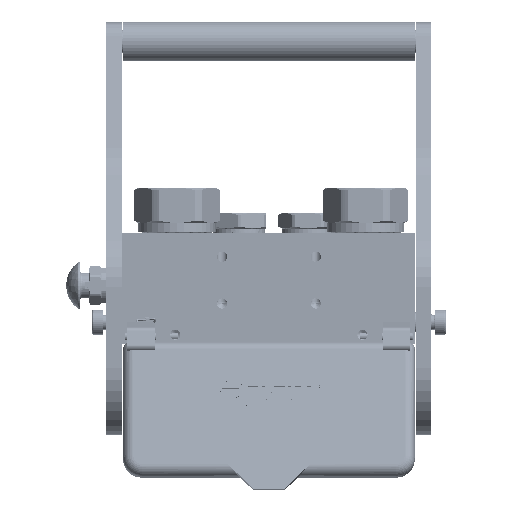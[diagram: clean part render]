
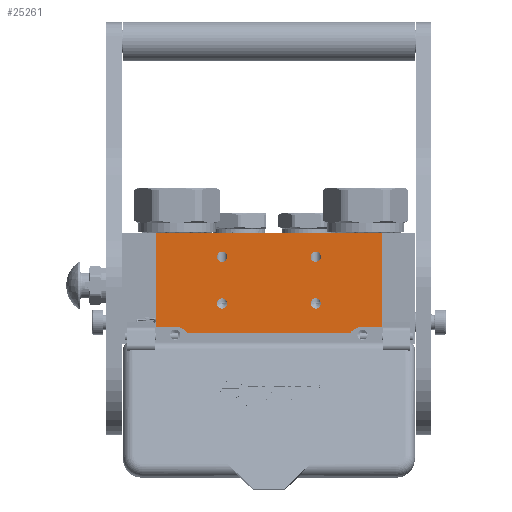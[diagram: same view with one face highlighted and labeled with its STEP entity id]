
A CAD part, left-side view. The second image highlights one B-rep face of the part: STEP entity #25261.
In plain terms, the highlighted face is planar.
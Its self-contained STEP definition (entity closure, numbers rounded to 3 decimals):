
#225 = ORIENTED_EDGE ( 'NONE', *, *, #131196, .T. ) ;
#439 = VERTEX_POINT ( 'NONE', #42053 ) ;
#1601 = DIRECTION ( 'NONE',  ( 0., 1., 0. ) ) ;
#3901 = AXIS2_PLACEMENT_3D ( 'NONE', #25739, #81746, #23841 ) ;
#4333 = VERTEX_POINT ( 'NONE', #83135 ) ;
#4823 = FACE_BOUND ( 'NONE', #124972, .T. ) ;
#6550 = EDGE_CURVE ( 'NONE', #138867, #142997, #29983, .T. ) ;
#9331 = VECTOR ( 'NONE', #31150, 1000. ) ;
#9412 = DIRECTION ( 'NONE',  ( 0., 0., -1. ) ) ;
#10124 = CARTESIAN_POINT ( 'NONE',  ( 21.3, 0., -108. ) ) ;
#10816 = CARTESIAN_POINT ( 'NONE',  ( 154., 60., -108. ) ) ;
#11813 = FACE_BOUND ( 'NONE', #100159, .T. ) ;
#12228 = DIRECTION ( 'NONE',  ( 1., 0., 0. ) ) ;
#12603 = CIRCLE ( 'NONE', #99416, 3.3 ) ;
#13251 = EDGE_CURVE ( 'NONE', #42248, #16722, #69536, .T. ) ;
#13460 = AXIS2_PLACEMENT_3D ( 'NONE', #120882, #9412, #87265 ) ;
#15920 = CARTESIAN_POINT ( 'NONE',  ( 124., 18.3, -108. ) ) ;
#16722 = VERTEX_POINT ( 'NONE', #65624 ) ;
#18948 = AXIS2_PLACEMENT_3D ( 'NONE', #38286, #92897, #27047 ) ;
#19506 = ORIENTED_EDGE ( 'NONE', *, *, #6550, .F. ) ;
#21435 = CARTESIAN_POINT ( 'NONE',  ( 166.7, 0., -108. ) ) ;
#21901 = CIRCLE ( 'NONE', #3901, 3.3 ) ;
#22596 = ORIENTED_EDGE ( 'NONE', *, *, #71969, .T. ) ;
#23841 = DIRECTION ( 'NONE',  ( 0., -1., 0. ) ) ;
#24459 = CARTESIAN_POINT ( 'NONE',  ( 42.146, 64.2, -108. ) ) ;
#25230 = VECTOR ( 'NONE', #35780, 1000. ) ;
#25261 = ADVANCED_FACE ( 'NONE', ( #139251, #140658, #11813, #4823, #67399 ), #119926, .T. ) ;
#25275 = LINE ( 'NONE', #86410, #63587 ) ;
#25428 = CIRCLE ( 'NONE', #18948, 10. ) ;
#25739 = CARTESIAN_POINT ( 'NONE',  ( 64., 45., -108. ) ) ;
#27047 = DIRECTION ( 'NONE',  ( 0.815, -0.58, 0. ) ) ;
#28238 = ORIENTED_EDGE ( 'NONE', *, *, #94982, .F. ) ;
#29872 = LINE ( 'NONE', #78456, #132598 ) ;
#29983 = CIRCLE ( 'NONE', #136731, 10. ) ;
#31150 = DIRECTION ( 'NONE',  ( -1., 0., 0. ) ) ;
#33105 = EDGE_CURVE ( 'NONE', #123148, #70809, #115494, .T. ) ;
#34775 = CIRCLE ( 'NONE', #72595, 3.3 ) ;
#35780 = DIRECTION ( 'NONE',  ( -1., 0., 0. ) ) ;
#36165 = CARTESIAN_POINT ( 'NONE',  ( 21.3, 60., -108. ) ) ;
#38286 = CARTESIAN_POINT ( 'NONE',  ( 34., 70., -108. ) ) ;
#38744 = VERTEX_POINT ( 'NONE', #24459 ) ;
#39514 = DIRECTION ( 'NONE',  ( 0., -1., 0. ) ) ;
#39652 = ORIENTED_EDGE ( 'NONE', *, *, #63244, .F. ) ;
#40921 = DIRECTION ( 'NONE',  ( 0., -1., 0. ) ) ;
#41424 = EDGE_CURVE ( 'NONE', #59494, #50050, #29872, .T. ) ;
#42053 = CARTESIAN_POINT ( 'NONE',  ( 64., 18.3, -108. ) ) ;
#42248 = VERTEX_POINT ( 'NONE', #15920 ) ;
#42357 = CARTESIAN_POINT ( 'NONE',  ( 124., 45., -108. ) ) ;
#43741 = CARTESIAN_POINT ( 'NONE',  ( 166.7, 60., -108. ) ) ;
#44596 = CARTESIAN_POINT ( 'NONE',  ( 145.854, 64.2, -108. ) ) ;
#45208 = DIRECTION ( 'NONE',  ( -1., 0., 0. ) ) ;
#46695 = ORIENTED_EDGE ( 'NONE', *, *, #95852, .F. ) ;
#48712 = CARTESIAN_POINT ( 'NONE',  ( 145.854, 64.2, -108. ) ) ;
#49549 = EDGE_CURVE ( 'NONE', #4333, #138867, #126606, .T. ) ;
#50050 = VERTEX_POINT ( 'NONE', #133135 ) ;
#53704 = DIRECTION ( 'NONE',  ( 0., 1., 0. ) ) ;
#56133 = CARTESIAN_POINT ( 'NONE',  ( 64., 45., -108. ) ) ;
#57312 = EDGE_CURVE ( 'NONE', #142997, #38744, #60126, .T. ) ;
#57619 = ORIENTED_EDGE ( 'NONE', *, *, #143375, .F. ) ;
#57957 = ORIENTED_EDGE ( 'NONE', *, *, #33105, .F. ) ;
#58754 = EDGE_LOOP ( 'NONE', ( #85718, #118204 ) ) ;
#58918 = AXIS2_PLACEMENT_3D ( 'NONE', #61469, #74110, #139281 ) ;
#59494 = VERTEX_POINT ( 'NONE', #36165 ) ;
#60126 = LINE ( 'NONE', #44596, #25230 ) ;
#60436 = EDGE_LOOP ( 'NONE', ( #57957, #57619 ) ) ;
#61469 = CARTESIAN_POINT ( 'NONE',  ( 124., 15., -108. ) ) ;
#63244 = EDGE_CURVE ( 'NONE', #75094, #4333, #116570, .T. ) ;
#63587 = VECTOR ( 'NONE', #120989, 1000. ) ;
#65624 = CARTESIAN_POINT ( 'NONE',  ( 124., 11.7, -108. ) ) ;
#67031 = CARTESIAN_POINT ( 'NONE',  ( 124., 48.3, -108. ) ) ;
#67399 = FACE_OUTER_BOUND ( 'NONE', #120125, .T. ) ;
#68270 = DIRECTION ( 'NONE',  ( 0., 1., 0. ) ) ;
#69536 = CIRCLE ( 'NONE', #58918, 3.3 ) ;
#70809 = VERTEX_POINT ( 'NONE', #67031 ) ;
#71928 = CARTESIAN_POINT ( 'NONE',  ( 166.7, 0., -108. ) ) ;
#71969 = EDGE_CURVE ( 'NONE', #75094, #106593, #82482, .T. ) ;
#72206 = DIRECTION ( 'NONE',  ( 0., 0., -1. ) ) ;
#72219 = CARTESIAN_POINT ( 'NONE',  ( 64., 15., -108. ) ) ;
#72595 = AXIS2_PLACEMENT_3D ( 'NONE', #56133, #90169, #68270 ) ;
#72674 = CARTESIAN_POINT ( 'NONE',  ( 124., 15., -108. ) ) ;
#74110 = DIRECTION ( 'NONE',  ( 0., 0., -1. ) ) ;
#75094 = VERTEX_POINT ( 'NONE', #71928 ) ;
#75480 = DIRECTION ( 'NONE',  ( 0., 0., -1. ) ) ;
#75580 = CARTESIAN_POINT ( 'NONE',  ( 64., 11.7, -108. ) ) ;
#76043 = CIRCLE ( 'NONE', #107315, 3.3 ) ;
#77115 = CARTESIAN_POINT ( 'NONE',  ( 64., 41.7, -108. ) ) ;
#78456 = CARTESIAN_POINT ( 'NONE',  ( 21.3, 60., -108. ) ) ;
#79895 = ORIENTED_EDGE ( 'NONE', *, *, #88862, .F. ) ;
#81746 = DIRECTION ( 'NONE',  ( 0., 0., -1. ) ) ;
#82482 = LINE ( 'NONE', #21435, #9331 ) ;
#83135 = CARTESIAN_POINT ( 'NONE',  ( 166.7, 60., -108. ) ) ;
#83405 = VECTOR ( 'NONE', #1601, 1000. ) ;
#84256 = AXIS2_PLACEMENT_3D ( 'NONE', #42357, #75480, #120254 ) ;
#85718 = ORIENTED_EDGE ( 'NONE', *, *, #103706, .F. ) ;
#86410 = CARTESIAN_POINT ( 'NONE',  ( 21.3, 0., -108. ) ) ;
#87265 = DIRECTION ( 'NONE',  ( -1., 0., 0. ) ) ;
#87779 = CARTESIAN_POINT ( 'NONE',  ( 64., 15., -108. ) ) ;
#88862 = EDGE_CURVE ( 'NONE', #38744, #50050, #25428, .T. ) ;
#90169 = DIRECTION ( 'NONE',  ( 0., 0., -1. ) ) ;
#90672 = AXIS2_PLACEMENT_3D ( 'NONE', #72219, #127666, #94572 ) ;
#92897 = DIRECTION ( 'NONE',  ( 0., 0., -1. ) ) ;
#94572 = DIRECTION ( 'NONE',  ( 0., -1., 0. ) ) ;
#94982 = EDGE_CURVE ( 'NONE', #107259, #115183, #21901, .T. ) ;
#95661 = ORIENTED_EDGE ( 'NONE', *, *, #122606, .F. ) ;
#95767 = CARTESIAN_POINT ( 'NONE',  ( 64., 48.3, -108. ) ) ;
#95852 = EDGE_CURVE ( 'NONE', #142658, #439, #119199, .T. ) ;
#98984 = ORIENTED_EDGE ( 'NONE', *, *, #41424, .T. ) ;
#99416 = AXIS2_PLACEMENT_3D ( 'NONE', #122137, #143542, #131839 ) ;
#100159 = EDGE_LOOP ( 'NONE', ( #28238, #136101 ) ) ;
#100636 = CIRCLE ( 'NONE', #124199, 3.3 ) ;
#103706 = EDGE_CURVE ( 'NONE', #16722, #42248, #76043, .T. ) ;
#106593 = VERTEX_POINT ( 'NONE', #10124 ) ;
#107259 = VERTEX_POINT ( 'NONE', #77115 ) ;
#107315 = AXIS2_PLACEMENT_3D ( 'NONE', #72674, #108103, #40921 ) ;
#108103 = DIRECTION ( 'NONE',  ( 0., 0., -1. ) ) ;
#109190 = DIRECTION ( 'NONE',  ( 0., 0., -1. ) ) ;
#111132 = CARTESIAN_POINT ( 'NONE',  ( 166.7, 0., -108. ) ) ;
#115183 = VERTEX_POINT ( 'NONE', #95767 ) ;
#115494 = CIRCLE ( 'NONE', #84256, 3.3 ) ;
#116485 = CARTESIAN_POINT ( 'NONE',  ( 154., 70., -108. ) ) ;
#116570 = LINE ( 'NONE', #111132, #83405 ) ;
#118204 = ORIENTED_EDGE ( 'NONE', *, *, #13251, .F. ) ;
#119199 = CIRCLE ( 'NONE', #90672, 3.3 ) ;
#119926 = PLANE ( 'NONE',  #13460 ) ;
#120125 = EDGE_LOOP ( 'NONE', ( #39652, #22596, #225, #98984, #79895, #141964, #19506, #131031 ) ) ;
#120254 = DIRECTION ( 'NONE',  ( 0., -1., 0. ) ) ;
#120882 = CARTESIAN_POINT ( 'NONE',  ( 166.7, 0., -108. ) ) ;
#120989 = DIRECTION ( 'NONE',  ( 0., 1., 0. ) ) ;
#122137 = CARTESIAN_POINT ( 'NONE',  ( 124., 45., -108. ) ) ;
#122606 = EDGE_CURVE ( 'NONE', #439, #142658, #100636, .T. ) ;
#123148 = VERTEX_POINT ( 'NONE', #142128 ) ;
#124199 = AXIS2_PLACEMENT_3D ( 'NONE', #87779, #109190, #53704 ) ;
#124972 = EDGE_LOOP ( 'NONE', ( #46695, #95661 ) ) ;
#126606 = LINE ( 'NONE', #43741, #131725 ) ;
#127666 = DIRECTION ( 'NONE',  ( 0., 0., -1. ) ) ;
#131031 = ORIENTED_EDGE ( 'NONE', *, *, #49549, .F. ) ;
#131196 = EDGE_CURVE ( 'NONE', #106593, #59494, #25275, .T. ) ;
#131725 = VECTOR ( 'NONE', #45208, 1000. ) ;
#131839 = DIRECTION ( 'NONE',  ( 0., 1., 0. ) ) ;
#132598 = VECTOR ( 'NONE', #12228, 1000. ) ;
#133135 = CARTESIAN_POINT ( 'NONE',  ( 34., 60., -108. ) ) ;
#136101 = ORIENTED_EDGE ( 'NONE', *, *, #136787, .F. ) ;
#136731 = AXIS2_PLACEMENT_3D ( 'NONE', #116485, #72206, #39514 ) ;
#136787 = EDGE_CURVE ( 'NONE', #115183, #107259, #34775, .T. ) ;
#138867 = VERTEX_POINT ( 'NONE', #10816 ) ;
#139251 = FACE_BOUND ( 'NONE', #60436, .T. ) ;
#139281 = DIRECTION ( 'NONE',  ( 0., 1., 0. ) ) ;
#140658 = FACE_BOUND ( 'NONE', #58754, .T. ) ;
#141964 = ORIENTED_EDGE ( 'NONE', *, *, #57312, .F. ) ;
#142128 = CARTESIAN_POINT ( 'NONE',  ( 124., 41.7, -108. ) ) ;
#142658 = VERTEX_POINT ( 'NONE', #75580 ) ;
#142997 = VERTEX_POINT ( 'NONE', #48712 ) ;
#143375 = EDGE_CURVE ( 'NONE', #70809, #123148, #12603, .T. ) ;
#143542 = DIRECTION ( 'NONE',  ( 0., 0., -1. ) ) ;
